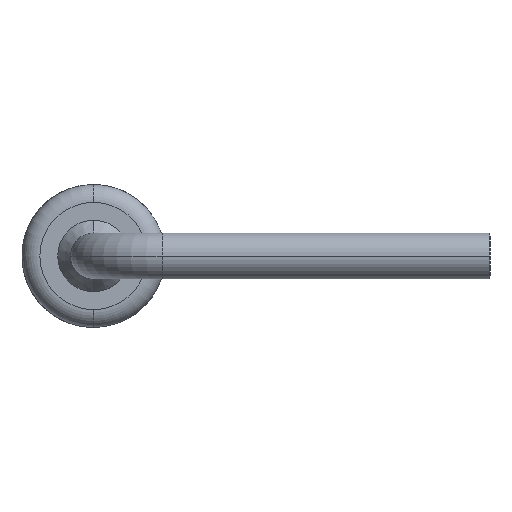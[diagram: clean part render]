
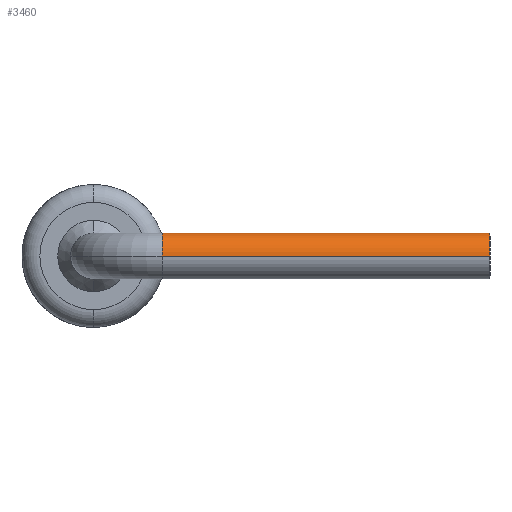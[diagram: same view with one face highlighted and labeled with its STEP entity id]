
A CAD part, left-side view. The second image highlights one B-rep face of the part: STEP entity #3460.
In plain terms, the highlighted cylindrical face has radius 0.254 mm (diameter 0.508 mm), a partial arc.
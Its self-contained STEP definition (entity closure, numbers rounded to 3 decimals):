
#55 = DIRECTION ( 'NONE',  ( 0., 0., -1. ) ) ;
#299 = DIRECTION ( 'NONE',  ( 0., -1., 0. ) ) ;
#451 = ORIENTED_EDGE ( 'NONE', *, *, #3121, .T. ) ;
#1001 = EDGE_CURVE ( 'NONE', #3286, #1392, #2710, .T. ) ;
#1236 = AXIS2_PLACEMENT_3D ( 'NONE', #3163, #2843, #55 ) ;
#1240 = DIRECTION ( 'NONE',  ( 0., 0., -1. ) ) ;
#1324 = AXIS2_PLACEMENT_3D ( 'NONE', #2399, #1663, #4148 ) ;
#1392 = VERTEX_POINT ( 'NONE', #3524 ) ;
#1661 = DIRECTION ( 'NONE',  ( 0., 1., 0. ) ) ;
#1663 = DIRECTION ( 'NONE',  ( 0., -1., 0. ) ) ;
#1680 = EDGE_CURVE ( 'NONE', #2418, #1727, #2835, .T. ) ;
#1727 = VERTEX_POINT ( 'NONE', #3888 ) ;
#2000 = CARTESIAN_POINT ( 'NONE',  ( -0.254, 1.03, 0. ) ) ;
#2114 = VECTOR ( 'NONE', #299, 1000. ) ;
#2219 = EDGE_LOOP ( 'NONE', ( #3325, #3910, #451, #3335 ) ) ;
#2382 = EDGE_CURVE ( 'NONE', #2418, #3286, #4373, .T. ) ;
#2399 = CARTESIAN_POINT ( 'NONE',  ( 0., 1.03, 0. ) ) ;
#2418 = VERTEX_POINT ( 'NONE', #2000 ) ;
#2469 = CARTESIAN_POINT ( 'NONE',  ( -0.254, 1.03, 0. ) ) ;
#2482 = VECTOR ( 'NONE', #2496, 1000. ) ;
#2496 = DIRECTION ( 'NONE',  ( 0., -1., 0. ) ) ;
#2670 = CYLINDRICAL_SURFACE ( 'NONE', #1324, 0.254 ) ;
#2710 = LINE ( 'NONE', #3814, #2114 ) ;
#2835 = LINE ( 'NONE', #2469, #2482 ) ;
#2843 = DIRECTION ( 'NONE',  ( 0., 1., 0. ) ) ;
#3121 = EDGE_CURVE ( 'NONE', #1727, #1392, #3213, .T. ) ;
#3163 = CARTESIAN_POINT ( 'NONE',  ( 0., -2.6, 0. ) ) ;
#3213 = CIRCLE ( 'NONE', #1236, 0.254 ) ;
#3286 = VERTEX_POINT ( 'NONE', #4405 ) ;
#3325 = ORIENTED_EDGE ( 'NONE', *, *, #2382, .F. ) ;
#3335 = ORIENTED_EDGE ( 'NONE', *, *, #1001, .F. ) ;
#3399 = FACE_OUTER_BOUND ( 'NONE', #2219, .T. ) ;
#3460 = ADVANCED_FACE ( 'NONE', ( #3399 ), #2670, .T. ) ;
#3524 = CARTESIAN_POINT ( 'NONE',  ( 0.254, -2.6, 0. ) ) ;
#3565 = AXIS2_PLACEMENT_3D ( 'NONE', #4358, #1661, #1240 ) ;
#3814 = CARTESIAN_POINT ( 'NONE',  ( 0.254, 1.03, 0. ) ) ;
#3888 = CARTESIAN_POINT ( 'NONE',  ( -0.254, -2.6, 0. ) ) ;
#3910 = ORIENTED_EDGE ( 'NONE', *, *, #1680, .T. ) ;
#4148 = DIRECTION ( 'NONE',  ( 1., 0., 0. ) ) ;
#4358 = CARTESIAN_POINT ( 'NONE',  ( 0., 1.03, 0. ) ) ;
#4373 = CIRCLE ( 'NONE', #3565, 0.254 ) ;
#4405 = CARTESIAN_POINT ( 'NONE',  ( 0.254, 1.03, 0. ) ) ;
